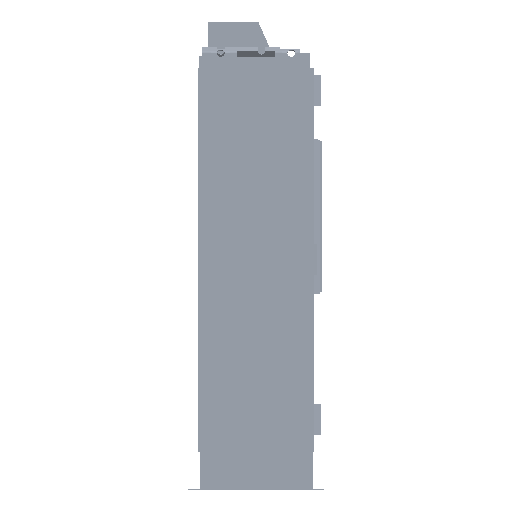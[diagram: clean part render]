
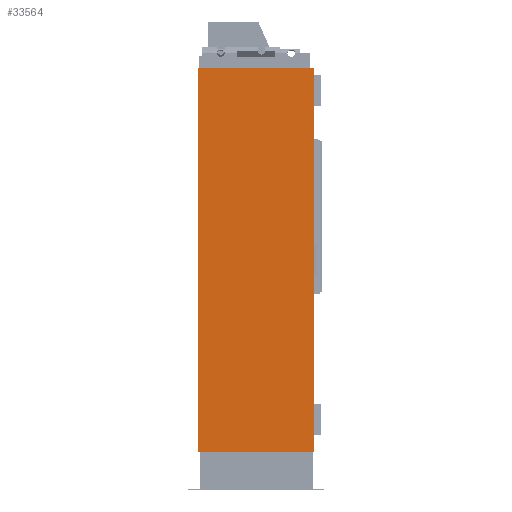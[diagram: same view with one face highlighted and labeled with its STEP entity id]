
A CAD part, left-side view. The second image highlights one B-rep face of the part: STEP entity #33564.
In plain terms, the highlighted planar face has unit normal (-1, 0, 0).
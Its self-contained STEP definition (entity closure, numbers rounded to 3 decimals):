
#33564=ADVANCED_FACE('',(#42455),#38051,.T.);
#38051=PLANE('',#130556);
#42455=FACE_OUTER_BOUND('',#49100,.T.);
#49100=EDGE_LOOP('',(#72682,#72683,#72684,#72685));
#72682=ORIENTED_EDGE('',*,*,#98719,.F.);
#72683=ORIENTED_EDGE('',*,*,#98720,.T.);
#72684=ORIENTED_EDGE('',*,*,#98721,.F.);
#72685=ORIENTED_EDGE('',*,*,#98722,.F.);
#85791=VERTEX_POINT('',#190118);
#85792=VERTEX_POINT('',#190120);
#85793=VERTEX_POINT('',#190124);
#85794=VERTEX_POINT('',#190126);
#98719=EDGE_CURVE('',#85792,#85791,#110833,.T.);
#98720=EDGE_CURVE('',#85792,#85793,#110834,.T.);
#98721=EDGE_CURVE('',#85794,#85793,#110835,.T.);
#98722=EDGE_CURVE('',#85791,#85794,#110836,.T.);
#110833=LINE('',#190121,#122847);
#110834=LINE('',#190123,#122848);
#110835=LINE('',#190125,#122849);
#110836=LINE('',#190127,#122850);
#122847=VECTOR('',#152497,1.);
#122848=VECTOR('',#152500,1.);
#122849=VECTOR('',#152501,1.);
#122850=VECTOR('',#152502,1.);
#130556=AXIS2_PLACEMENT_3D('',#190128,#152503,#152504);
#152497=DIRECTION('',(0.,-1.,0.));
#152500=DIRECTION('',(0.,0.,-1.));
#152501=DIRECTION('',(0.,1.,0.));
#152502=DIRECTION('',(0.,0.,-1.));
#152503=DIRECTION('',(-1.,0.,0.));
#152504=DIRECTION('',(0.,0.,1.));
#190118=CARTESIAN_POINT('',(-1950.,0.,1899.5));
#190120=CARTESIAN_POINT('',(-1950.,600.,1899.5));
#190121=CARTESIAN_POINT('',(-1950.,600.,1899.5));
#190123=CARTESIAN_POINT('',(-1950.,600.,0.));
#190124=CARTESIAN_POINT('',(-1950.,600.,-100.));
#190125=CARTESIAN_POINT('',(-1950.,600.,-100.));
#190126=CARTESIAN_POINT('',(-1950.,0.,-100.));
#190127=CARTESIAN_POINT('',(-1950.,0.,0.));
#190128=CARTESIAN_POINT('',(-1950.,600.,1900.));
